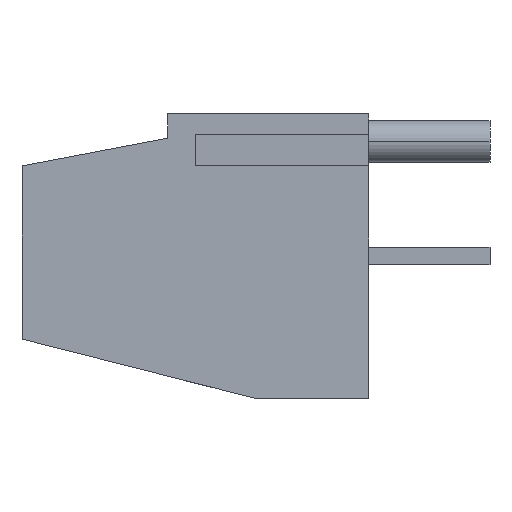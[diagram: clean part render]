
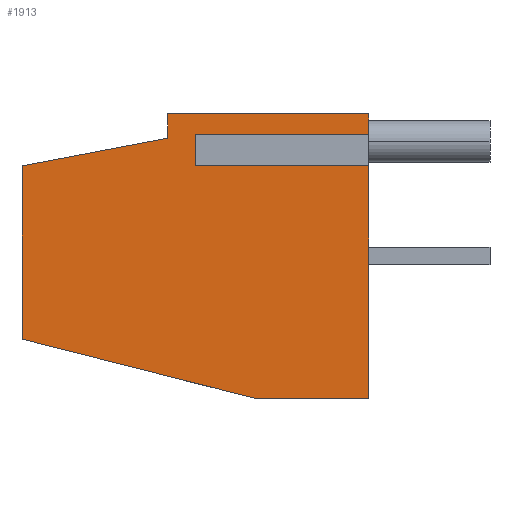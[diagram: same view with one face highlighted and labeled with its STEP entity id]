
A CAD part, left-side view. The second image highlights one B-rep face of the part: STEP entity #1913.
In plain terms, the highlighted planar face has unit normal (-1, 0, 0).
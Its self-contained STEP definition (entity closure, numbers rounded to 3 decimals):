
#72=DIRECTION('',(0.,0.,1.));
#73=VECTOR('',#72,0.5);
#74=CARTESIAN_POINT('',(-10.,0.,-1.3));
#75=LINE('',#74,#73);
#76=DIRECTION('',(0.,1.,0.));
#77=VECTOR('',#76,5.);
#78=CARTESIAN_POINT('',(-10.,-5.,-1.3));
#79=LINE('',#78,#77);
#80=DIRECTION('',(0.,0.,-1.));
#81=VECTOR('',#80,6.9);
#82=CARTESIAN_POINT('',(-10.,-5.,-1.3));
#83=LINE('',#82,#81);
#84=DIRECTION('',(0.,1.,0.));
#85=VECTOR('',#84,3.3);
#86=CARTESIAN_POINT('',(-10.,-5.,-8.2));
#87=LINE('',#86,#85);
#88=DIRECTION('',(0.,0.969,0.246));
#89=VECTOR('',#88,6.912);
#90=CARTESIAN_POINT('',(-10.,-1.7,-8.2));
#91=LINE('',#90,#89);
#92=DIRECTION('',(0.,0.,1.));
#93=VECTOR('',#92,5.);
#94=CARTESIAN_POINT('',(-10.,5.,-6.5));
#95=LINE('',#94,#93);
#96=DIRECTION('',(0.,-0.982,0.187));
#97=VECTOR('',#96,4.276);
#98=CARTESIAN_POINT('',(-10.,5.,-1.5));
#99=LINE('',#98,#97);
#100=DIRECTION('',(0.,0.,1.));
#101=VECTOR('',#100,0.7);
#102=CARTESIAN_POINT('',(-10.,0.8,-0.7));
#103=LINE('',#102,#101);
#104=DIRECTION('',(0.,-1.,0.));
#105=VECTOR('',#104,5.8);
#106=CARTESIAN_POINT('',(-10.,0.8,0.));
#107=LINE('',#106,#105);
#108=DIRECTION('',(0.,0.,-1.));
#109=VECTOR('',#108,0.8);
#110=CARTESIAN_POINT('',(-10.,-5.,0.));
#111=LINE('',#110,#109);
#112=DIRECTION('',(0.,1.,0.));
#113=VECTOR('',#112,5.);
#114=CARTESIAN_POINT('',(-10.,-5.,-0.8));
#115=LINE('',#114,#113);
#1440=CARTESIAN_POINT('',(-10.,-5.,-8.2));
#1441=CARTESIAN_POINT('',(-10.,-1.7,-8.2));
#1442=VERTEX_POINT('',#1440);
#1443=VERTEX_POINT('',#1441);
#1444=CARTESIAN_POINT('',(-10.,5.,-6.5));
#1445=VERTEX_POINT('',#1444);
#1446=CARTESIAN_POINT('',(-10.,5.,-1.5));
#1447=VERTEX_POINT('',#1446);
#1448=CARTESIAN_POINT('',(-10.,0.8,-0.7));
#1449=VERTEX_POINT('',#1448);
#1450=CARTESIAN_POINT('',(-10.,0.8,0.));
#1451=VERTEX_POINT('',#1450);
#1452=CARTESIAN_POINT('',(-10.,-5.,0.));
#1453=VERTEX_POINT('',#1452);
#1532=CARTESIAN_POINT('',(-10.,0.,-1.3));
#1533=CARTESIAN_POINT('',(-10.,0.,-0.8));
#1534=VERTEX_POINT('',#1532);
#1535=VERTEX_POINT('',#1533);
#1536=CARTESIAN_POINT('',(-10.,-5.,-0.8));
#1537=VERTEX_POINT('',#1536);
#1538=CARTESIAN_POINT('',(-10.,-5.,-1.3));
#1539=VERTEX_POINT('',#1538);
#1884=CARTESIAN_POINT('',(-10.,0.,0.));
#1885=DIRECTION('',(1.,0.,0.));
#1886=DIRECTION('',(0.,0.,-1.));
#1887=AXIS2_PLACEMENT_3D('',#1884,#1885,#1886);
#1888=PLANE('',#1887);
#1890=ORIENTED_EDGE('',*,*,#1889,.F.);
#1892=ORIENTED_EDGE('',*,*,#1891,.F.);
#1894=ORIENTED_EDGE('',*,*,#1893,.T.);
#1896=ORIENTED_EDGE('',*,*,#1895,.T.);
#1898=ORIENTED_EDGE('',*,*,#1897,.T.);
#1900=ORIENTED_EDGE('',*,*,#1899,.T.);
#1902=ORIENTED_EDGE('',*,*,#1901,.T.);
#1904=ORIENTED_EDGE('',*,*,#1903,.T.);
#1906=ORIENTED_EDGE('',*,*,#1905,.T.);
#1908=ORIENTED_EDGE('',*,*,#1907,.T.);
#1910=ORIENTED_EDGE('',*,*,#1909,.T.);
#1911=EDGE_LOOP('',(#1890,#1892,#1894,#1896,#1898,#1900,#1902,#1904,#1906,#1908,
#1910));
#1912=FACE_OUTER_BOUND('',#1911,.F.);
#1913=ADVANCED_FACE('',(#1912),#1888,.F.);
#1889=EDGE_CURVE('',#1534,#1535,#75,.T.);
#1891=EDGE_CURVE('',#1539,#1534,#79,.T.);
#1893=EDGE_CURVE('',#1539,#1442,#83,.T.);
#1895=EDGE_CURVE('',#1442,#1443,#87,.T.);
#1897=EDGE_CURVE('',#1443,#1445,#91,.T.);
#1899=EDGE_CURVE('',#1445,#1447,#95,.T.);
#1901=EDGE_CURVE('',#1447,#1449,#99,.T.);
#1903=EDGE_CURVE('',#1449,#1451,#103,.T.);
#1905=EDGE_CURVE('',#1451,#1453,#107,.T.);
#1907=EDGE_CURVE('',#1453,#1537,#111,.T.);
#1909=EDGE_CURVE('',#1537,#1535,#115,.T.);
